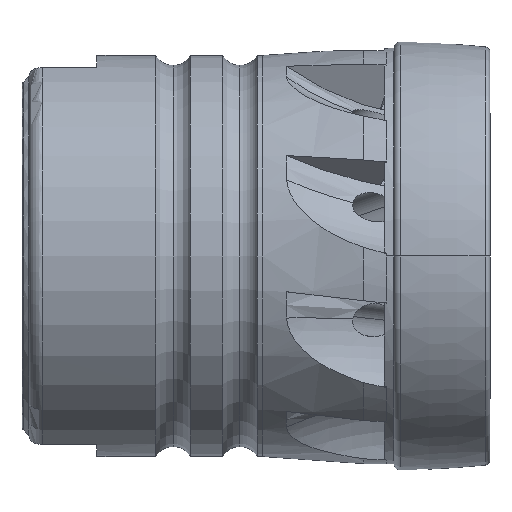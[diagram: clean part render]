
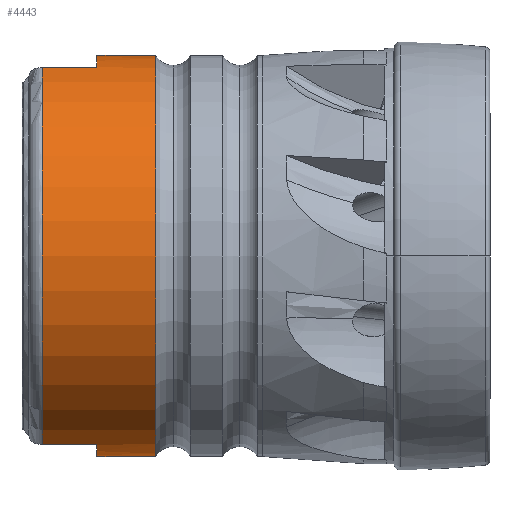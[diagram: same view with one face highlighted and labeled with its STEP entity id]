
A CAD part, front view. The second image highlights one B-rep face of the part: STEP entity #4443.
In plain terms, the highlighted cylindrical face has radius 15 mm (diameter 30 mm), a partial arc.
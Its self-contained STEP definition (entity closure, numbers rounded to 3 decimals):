
#302 = CARTESIAN_POINT ( 'NONE',  ( -24.548, 0., 0. ) ) ;
#303 = DIRECTION ( 'NONE',  ( 1., 0., 0. ) ) ;
#304 = DIRECTION ( 'NONE',  ( 0., 0., -1. ) ) ;
#647 = VERTEX_POINT ( 'NONE', #736 ) ;
#648 = VERTEX_POINT ( 'NONE', #737 ) ;
#736 = CARTESIAN_POINT ( 'NONE',  ( -33.05, -5.121, -14.099 ) ) ;
#737 = CARTESIAN_POINT ( 'NONE',  ( -28.95, -5.121, -14.099 ) ) ;
#1110 = EDGE_CURVE ( 'NONE', #3228, #3304, #7567, .T. ) ;
#1113 = EDGE_CURVE ( 'NONE', #3284, #3303, #7570, .T. ) ;
#1618 = ORIENTED_EDGE ( 'NONE', *, *, #1113, .F. ) ;
#1619 = ORIENTED_EDGE ( 'NONE', *, *, #2265, .F. ) ;
#1620 = ORIENTED_EDGE ( 'NONE', *, *, #2266, .T. ) ;
#1621 = ORIENTED_EDGE ( 'NONE', *, *, #2248, .T. ) ;
#1622 = ORIENTED_EDGE ( 'NONE', *, *, #2267, .T. ) ;
#1623 = ORIENTED_EDGE ( 'NONE', *, *, #2268, .F. ) ;
#1624 = ORIENTED_EDGE ( 'NONE', *, *, #1110, .T. ) ;
#1625 = ORIENTED_EDGE ( 'NONE', *, *, #4511, .F. ) ;
#1912 = CARTESIAN_POINT ( 'NONE',  ( -28.95, -5.121, 14.099 ) ) ;
#1925 = CARTESIAN_POINT ( 'NONE',  ( -33.05, -5.121, 14.099 ) ) ;
#2248 = EDGE_CURVE ( 'NONE', #6755, #647, #2597, .T. ) ;
#2265 = EDGE_CURVE ( 'NONE', #6742, #3284, #2612, .T. ) ;
#2266 = EDGE_CURVE ( 'NONE', #6742, #6755, #4078, .T. ) ;
#2267 = EDGE_CURVE ( 'NONE', #647, #648, #4093, .T. ) ;
#2268 = EDGE_CURVE ( 'NONE', #3228, #648, #2618, .T. ) ;
#2489 = VECTOR ( 'NONE', #7569, 1000. ) ;
#2497 = VECTOR ( 'NONE', #7578, 1000. ) ;
#2597 = CIRCLE ( 'NONE', #2598, 15. ) ;
#2598 = AXIS2_PLACEMENT_3D ( 'NONE', #4024, #4025, #4026 ) ;
#2612 = CIRCLE ( 'NONE', #2616, 15. ) ;
#2615 = VECTOR ( 'NONE', #4092, 1000. ) ;
#2616 = AXIS2_PLACEMENT_3D ( 'NONE', #4089, #4090, #4091 ) ;
#2617 = VECTOR ( 'NONE', #4095, 1000. ) ;
#2618 = CIRCLE ( 'NONE', #2619, 15. ) ;
#2619 = AXIS2_PLACEMENT_3D ( 'NONE', #4098, #4099, #4100 ) ;
#2822 = AXIS2_PLACEMENT_3D ( 'NONE', #5810, #5807, #5812 ) ;
#3228 = VERTEX_POINT ( 'NONE', #4213 ) ;
#3284 = VERTEX_POINT ( 'NONE', #4269 ) ;
#3303 = VERTEX_POINT ( 'NONE', #4288 ) ;
#3304 = VERTEX_POINT ( 'NONE', #4289 ) ;
#3467 = CIRCLE ( 'NONE', #3476, 15. ) ;
#3476 = AXIS2_PLACEMENT_3D ( 'NONE', #302, #303, #304 ) ;
#3738 = EDGE_LOOP ( 'NONE', ( #1618, #1619, #1620, #1621, #1622, #1623, #1624, #1625 ) ) ;
#4024 = CARTESIAN_POINT ( 'NONE',  ( -33.05, 0., 0. ) ) ;
#4025 = DIRECTION ( 'NONE',  ( 1., 0., 0. ) ) ;
#4026 = DIRECTION ( 'NONE',  ( 0., 0., -1. ) ) ;
#4078 = LINE ( 'NONE', #4083, #2615 ) ;
#4083 = CARTESIAN_POINT ( 'NONE',  ( 0., -5.121, 14.099 ) ) ;
#4089 = CARTESIAN_POINT ( 'NONE',  ( -28.95, 0., 0. ) ) ;
#4090 = DIRECTION ( 'NONE',  ( -1., 0., 0. ) ) ;
#4091 = DIRECTION ( 'NONE',  ( 0., 0., -1. ) ) ;
#4092 = DIRECTION ( 'NONE',  ( -1., 0., 0. ) ) ;
#4093 = LINE ( 'NONE', #4094, #2617 ) ;
#4094 = CARTESIAN_POINT ( 'NONE',  ( 0., -5.121, -14.099 ) ) ;
#4095 = DIRECTION ( 'NONE',  ( 1., 0., 0. ) ) ;
#4098 = CARTESIAN_POINT ( 'NONE',  ( -28.95, 0., 0. ) ) ;
#4099 = DIRECTION ( 'NONE',  ( -1., 0., 0. ) ) ;
#4100 = DIRECTION ( 'NONE',  ( 0., 0., -1. ) ) ;
#4213 = CARTESIAN_POINT ( 'NONE',  ( -28.95, 0., -15. ) ) ;
#4269 = CARTESIAN_POINT ( 'NONE',  ( -28.95, 0., 15. ) ) ;
#4288 = CARTESIAN_POINT ( 'NONE',  ( -24.548, 0., 15. ) ) ;
#4289 = CARTESIAN_POINT ( 'NONE',  ( -24.548, 0., -15. ) ) ;
#4443 = ADVANCED_FACE ( 'NONE', ( #5804 ), #5809, .T. ) ;
#4511 = EDGE_CURVE ( 'NONE', #3303, #3304, #3467, .T. ) ;
#5804 = FACE_OUTER_BOUND ( 'NONE', #3738, .T. ) ;
#5807 = DIRECTION ( 'NONE',  ( 1., 0., 0. ) ) ;
#5809 = CYLINDRICAL_SURFACE ( 'NONE', #2822, 15. ) ;
#5810 = CARTESIAN_POINT ( 'NONE',  ( 0., 0., 0. ) ) ;
#5812 = DIRECTION ( 'NONE',  ( 0., 0., -1. ) ) ;
#6742 = VERTEX_POINT ( 'NONE', #1912 ) ;
#6755 = VERTEX_POINT ( 'NONE', #1925 ) ;
#7567 = LINE ( 'NONE', #7568, #2489 ) ;
#7568 = CARTESIAN_POINT ( 'NONE',  ( 0., 0., -15. ) ) ;
#7569 = DIRECTION ( 'NONE',  ( 1., 0., 0. ) ) ;
#7570 = LINE ( 'NONE', #7577, #2497 ) ;
#7577 = CARTESIAN_POINT ( 'NONE',  ( 0., 0., 15. ) ) ;
#7578 = DIRECTION ( 'NONE',  ( 1., 0., 0. ) ) ;
